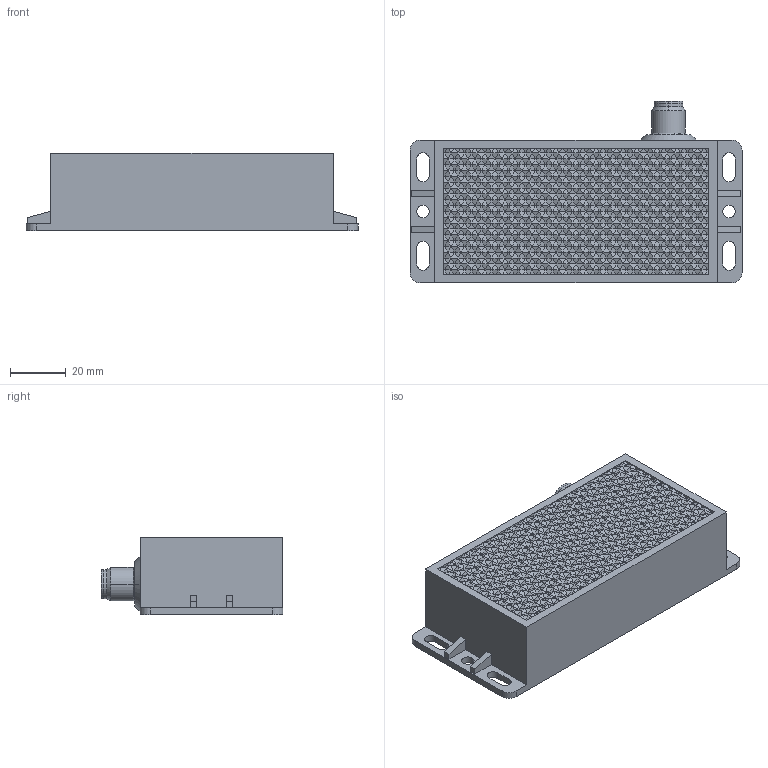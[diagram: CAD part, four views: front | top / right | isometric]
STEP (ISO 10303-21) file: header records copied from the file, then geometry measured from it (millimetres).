
FILE_DESCRIPTION(('Creo Elements/Direct Modeling STEP Export'),'2;1');
FILE_NAME('ER681.stp','2017-08-30T12:29:49',('Palle Edslev '),('EDSLEV A/S'),'Creo Elements/Direct Modeling STEP processor for AP214 (Solid Model)','Creo Elements/Direct Modeling 18.1H 24-Oct-2015 (C) Parametric Technology GmbH','');
FILE_SCHEMA(('AUTOMOTIVE_DESIGN { 1 0 10303 214 1 1 1 1 }'));
Length unit declared in the file: millimetre
Products named in the file (1): ER681
Bounding box: 119.3 x 65.3 x 27.86 mm (x, y, z)
Volume: 142269.4 mm3; surface area: 22429.8 mm2
Topology: 1 solids, 1 shells, 1875 faces, 3096 edges, 1232 vertices
Faces by surface type: plane 1836, cylinder 29, cone 10
Entity records: 39103 total; most frequent: DIRECTION 6845, ORIENTED_EDGE 6192, CARTESIAN_POINT 6186, EDGE_CURVE 3096, VECTOR 3011, LINE 3011, AXIS2_PLACEMENT_3D 1917, EDGE_LOOP 1896
